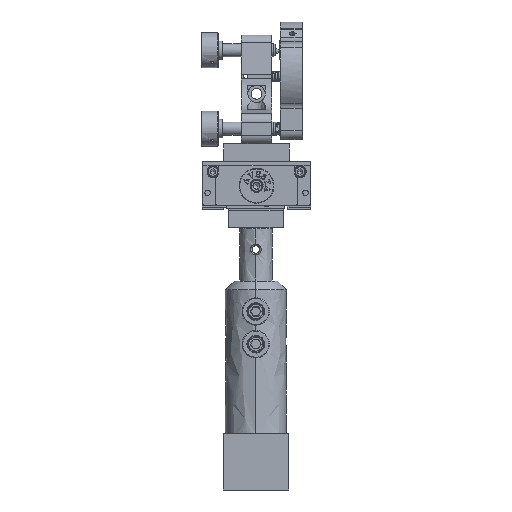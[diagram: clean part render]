
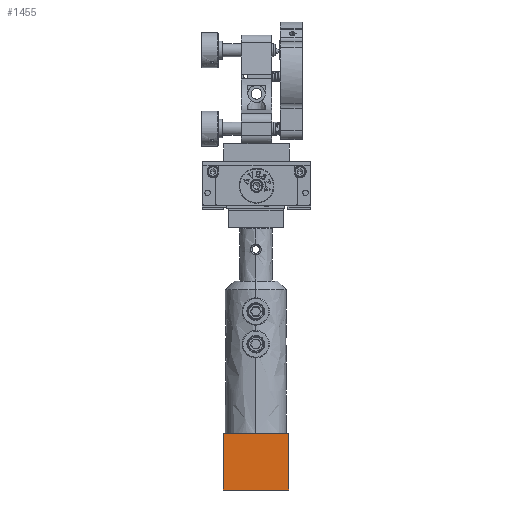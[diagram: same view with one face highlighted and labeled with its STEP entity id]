
A CAD part, left-side view. The second image highlights one B-rep face of the part: STEP entity #1455.
In plain terms, the highlighted free-form (B-spline) face has degree [1, 1] with [2, 2] control points.
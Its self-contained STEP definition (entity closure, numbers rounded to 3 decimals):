
#1455=ADVANCED_FACE('',(#3093),#56821,.T.);
#3093=FACE_OUTER_BOUND('',#4783,.T.);
#4783=EDGE_LOOP('',(#8800,#8801,#8802,#8803));
#8800=ORIENTED_EDGE('',*,*,#39851,.F.);
#8801=ORIENTED_EDGE('',*,*,#39880,.F.);
#8802=ORIENTED_EDGE('',*,*,#39891,.F.);
#8803=ORIENTED_EDGE('',*,*,#39868,.F.);
#19466=PCURVE('',#56808,#28098);
#19487=PCURVE('',#56810,#28119);
#19509=PCURVE('',#56815,#28141);
#19539=PCURVE('',#56820,#28171);
#19552=PCURVE('',#56821,#28184);
#19553=PCURVE('',#56821,#28185);
#19554=PCURVE('',#56821,#28186);
#19555=PCURVE('',#56821,#28187);
#28098=DEFINITIONAL_REPRESENTATION('',(#45949),#148690);
#28119=DEFINITIONAL_REPRESENTATION('',(#45985),#148690);
#28141=DEFINITIONAL_REPRESENTATION('',(#46017),#148690);
#28171=DEFINITIONAL_REPRESENTATION('',(#46054),#148690);
#28184=DEFINITIONAL_REPRESENTATION('',(#46069),#148690);
#28185=DEFINITIONAL_REPRESENTATION('',(#46070),#148690);
#28186=DEFINITIONAL_REPRESENTATION('',(#46071),#148690);
#28187=DEFINITIONAL_REPRESENTATION('',(#46072),#148690);
#35448=SURFACE_CURVE('',#45948,(#19466,#19552),.PCURVE_S1.);
#35465=SURFACE_CURVE('',#45984,(#19487,#19555),.PCURVE_S1.);
#35477=SURFACE_CURVE('',#46016,(#19509,#19553),.PCURVE_S1.);
#35488=SURFACE_CURVE('',#46053,(#19539,#19554),.PCURVE_S1.);
#39851=EDGE_CURVE('',#54675,#54674,#35448,.T.);
#39868=EDGE_CURVE('',#54674,#54681,#35465,.T.);
#39880=EDGE_CURVE('',#54695,#54675,#35477,.T.);
#39891=EDGE_CURVE('',#54681,#54695,#35488,.T.);
#45948=B_SPLINE_CURVE_WITH_KNOTS('',1,(#122723,#122724),.UNSPECIFIED.,.F.,
 .F.,(2,2),(-30.,0.),.UNSPECIFIED.);
#45949=B_SPLINE_CURVE_WITH_KNOTS('',1,(#122725,#122726),.UNSPECIFIED.,.F.,
 .F.,(2,2),(-30.,0.),.UNSPECIFIED.);
#45984=B_SPLINE_CURVE_WITH_KNOTS('',1,(#122805,#122806),.UNSPECIFIED.,.F.,
 .F.,(2,2),(-26.,0.),.UNSPECIFIED.);
#45985=B_SPLINE_CURVE_WITH_KNOTS('',1,(#122807,#122808),.UNSPECIFIED.,.F.,
 .F.,(2,2),(-26.,0.),.UNSPECIFIED.);
#46016=B_SPLINE_CURVE_WITH_KNOTS('',1,(#122879,#122880),.UNSPECIFIED.,.F.,
 .F.,(2,2),(0.,26.),.UNSPECIFIED.);
#46017=B_SPLINE_CURVE_WITH_KNOTS('',1,(#122881,#122882),.UNSPECIFIED.,.F.,
 .F.,(2,2),(0.,26.),.UNSPECIFIED.);
#46053=B_SPLINE_CURVE_WITH_KNOTS('',1,(#122973,#122974),.UNSPECIFIED.,.F.,
 .F.,(2,2),(-30.,0.),.UNSPECIFIED.);
#46054=B_SPLINE_CURVE_WITH_KNOTS('',1,(#122975,#122976),.UNSPECIFIED.,.F.,
 .F.,(2,2),(-30.,0.),.UNSPECIFIED.);
#46069=B_SPLINE_CURVE_WITH_KNOTS('',1,(#123005,#123006),.UNSPECIFIED.,.F.,
 .F.,(2,2),(-30.,0.),.UNSPECIFIED.);
#46070=B_SPLINE_CURVE_WITH_KNOTS('',1,(#123007,#123008),.UNSPECIFIED.,.F.,
 .F.,(2,2),(0.,26.),.UNSPECIFIED.);
#46071=B_SPLINE_CURVE_WITH_KNOTS('',1,(#123009,#123010),.UNSPECIFIED.,.F.,
 .F.,(2,2),(-30.,0.),.UNSPECIFIED.);
#46072=B_SPLINE_CURVE_WITH_KNOTS('',1,(#123011,#123012),.UNSPECIFIED.,.F.,
 .F.,(2,2),(-26.,0.),.UNSPECIFIED.);
#54674=VERTEX_POINT('',#117755);
#54675=VERTEX_POINT('',#117756);
#54681=VERTEX_POINT('',#117762);
#54695=VERTEX_POINT('',#117776);
#56808=B_SPLINE_SURFACE_WITH_KNOTS('',1,1,((#107320,#107321),(#107322,#107323)),
 .UNSPECIFIED.,.F.,.F.,.F.,(2,2),(2,2),(-52.32,52.32),(-18.12,18.12),
 .UNSPECIFIED.);
#56810=B_SPLINE_SURFACE_WITH_KNOTS('',1,1,((#107328,#107329),(#107330,#107331)),
 .UNSPECIFIED.,.F.,.F.,.F.,(2,2),(2,2),(-28.72,2.72),(-95.82,8.82),
 .UNSPECIFIED.);
#56815=B_SPLINE_SURFACE_WITH_KNOTS('',1,1,((#107348,#107349),(#107350,#107351)),
 .UNSPECIFIED.,.F.,.F.,.F.,(2,2),(2,2),(-2.72,28.72),(-8.82,95.82),
 .UNSPECIFIED.);
#56820=B_SPLINE_SURFACE_WITH_KNOTS('',1,1,((#107368,#107369),(#107370,#107371)),
 .UNSPECIFIED.,.F.,.F.,.F.,(2,2),(2,2),(-18.12,18.12),(-44.97,-28.53),
 .UNSPECIFIED.);
#56821=B_SPLINE_SURFACE_WITH_KNOTS('',1,1,((#107408,#107409),(#107410,#107411)),
 .UNSPECIFIED.,.F.,.F.,.F.,(2,2),(2,2),(-2.72,28.72),(-3.12,33.12),
 .UNSPECIFIED.);
#107320=CARTESIAN_POINT('',(-46.146,-18.203,28.891));
#107321=CARTESIAN_POINT('',(-46.146,18.037,28.891));
#107322=CARTESIAN_POINT('',(58.494,-18.203,28.891));
#107323=CARTESIAN_POINT('',(58.494,18.037,28.891));
#107328=CARTESIAN_POINT('',(-46.146,-15.083,31.611));
#107329=CARTESIAN_POINT('',(58.494,-15.083,31.611));
#107330=CARTESIAN_POINT('',(-46.146,-15.083,0.171));
#107331=CARTESIAN_POINT('',(58.494,-15.083,0.171));
#107348=CARTESIAN_POINT('',(-46.146,14.917,0.171));
#107349=CARTESIAN_POINT('',(58.494,14.917,0.171));
#107350=CARTESIAN_POINT('',(-46.146,14.917,31.611));
#107351=CARTESIAN_POINT('',(58.494,14.917,31.611));
#107368=CARTESIAN_POINT('',(-38.796,-18.203,2.891));
#107369=CARTESIAN_POINT('',(-22.356,-18.203,2.891));
#107370=CARTESIAN_POINT('',(-38.796,18.037,2.891));
#107371=CARTESIAN_POINT('',(-22.356,18.037,2.891));
#107408=CARTESIAN_POINT('',(-37.326,-18.203,0.171));
#107409=CARTESIAN_POINT('',(-37.326,18.037,0.171));
#107410=CARTESIAN_POINT('',(-37.326,-18.203,31.611));
#107411=CARTESIAN_POINT('',(-37.326,18.037,31.611));
#117755=CARTESIAN_POINT('',(-37.326,-15.083,28.891));
#117756=CARTESIAN_POINT('',(-37.326,14.917,28.891));
#117762=CARTESIAN_POINT('',(-37.326,-15.083,2.891));
#117776=CARTESIAN_POINT('',(-37.326,14.917,2.891));
#122723=CARTESIAN_POINT('',(-37.326,14.917,28.891));
#122724=CARTESIAN_POINT('',(-37.326,-15.083,28.891));
#122725=CARTESIAN_POINT('',(-43.5,15.));
#122726=CARTESIAN_POINT('',(-43.5,-15.));
#122805=CARTESIAN_POINT('',(-37.326,-15.083,28.891));
#122806=CARTESIAN_POINT('',(-37.326,-15.083,2.891));
#122807=CARTESIAN_POINT('',(-26.,-87.));
#122808=CARTESIAN_POINT('',(0.,-87.));
#122879=CARTESIAN_POINT('',(-37.326,14.917,2.891));
#122880=CARTESIAN_POINT('',(-37.326,14.917,28.891));
#122881=CARTESIAN_POINT('',(0.,0.));
#122882=CARTESIAN_POINT('',(26.,0.));
#122973=CARTESIAN_POINT('',(-37.326,-15.083,2.891));
#122974=CARTESIAN_POINT('',(-37.326,14.917,2.891));
#122975=CARTESIAN_POINT('',(-15.,-43.5));
#122976=CARTESIAN_POINT('',(15.,-43.5));
#123005=CARTESIAN_POINT('',(26.,30.));
#123006=CARTESIAN_POINT('',(26.,0.));
#123007=CARTESIAN_POINT('',(0.,30.));
#123008=CARTESIAN_POINT('',(26.,30.));
#123009=CARTESIAN_POINT('',(0.,0.));
#123010=CARTESIAN_POINT('',(0.,30.));
#123011=CARTESIAN_POINT('',(26.,0.));
#123012=CARTESIAN_POINT('',(0.,0.));
#148690=(
GEOMETRIC_REPRESENTATION_CONTEXT(2)
PARAMETRIC_REPRESENTATION_CONTEXT()
REPRESENTATION_CONTEXT('pspace','')
);
